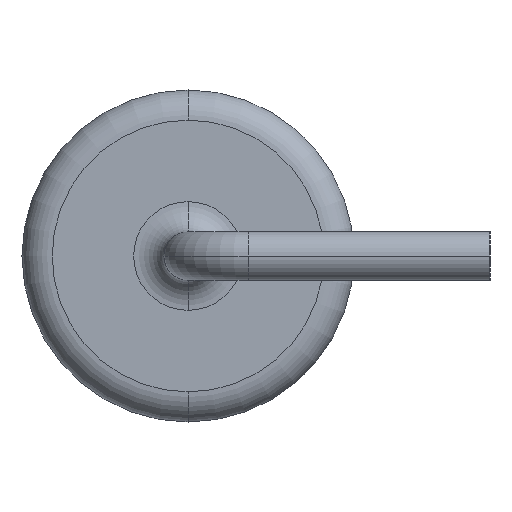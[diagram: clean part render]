
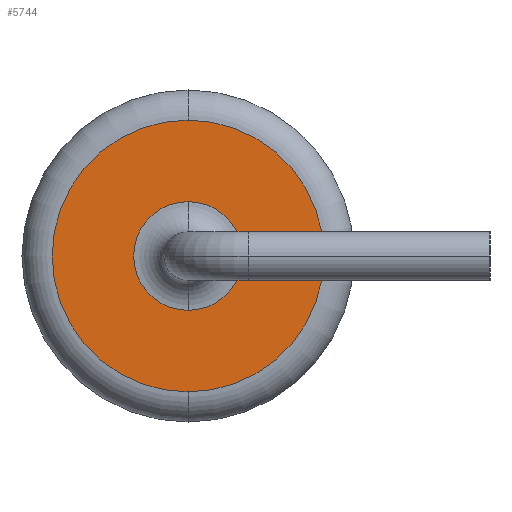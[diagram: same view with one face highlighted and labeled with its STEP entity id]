
A CAD part, left-side view. The second image highlights one B-rep face of the part: STEP entity #5744.
In plain terms, the highlighted planar face has unit normal (-1, 0, 0).
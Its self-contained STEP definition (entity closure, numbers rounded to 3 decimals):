
#43 = CARTESIAN_POINT ( 'NONE',  ( -8., 0., -2.25 ) ) ;
#435 = DIRECTION ( 'NONE',  ( 0., 0., -1. ) ) ;
#529 = CARTESIAN_POINT ( 'NONE',  ( -8., 0., -0.9 ) ) ;
#808 = VERTEX_POINT ( 'NONE', #43 ) ;
#1087 = DIRECTION ( 'NONE',  ( -1., 0., 0. ) ) ;
#1310 = CARTESIAN_POINT ( 'NONE',  ( -8., 0., 0.9 ) ) ;
#1360 = FACE_OUTER_BOUND ( 'NONE', #7835, .T. ) ;
#1437 = DIRECTION ( 'NONE',  ( 1., 0., 0. ) ) ;
#2247 = CARTESIAN_POINT ( 'NONE',  ( -8., 2.75, 0. ) ) ;
#2286 = VERTEX_POINT ( 'NONE', #7692 ) ;
#2740 = ORIENTED_EDGE ( 'NONE', *, *, #8596, .T. ) ;
#3176 = CARTESIAN_POINT ( 'NONE',  ( -8., 0., 0. ) ) ;
#4102 = DIRECTION ( 'NONE',  ( 0., 0., -1. ) ) ;
#4152 = CIRCLE ( 'NONE', #9580, 2.25 ) ;
#4242 = DIRECTION ( 'NONE',  ( -1., 0., 0. ) ) ;
#4712 = ORIENTED_EDGE ( 'NONE', *, *, #7101, .T. ) ;
#4965 = AXIS2_PLACEMENT_3D ( 'NONE', #7094, #7979, #11549 ) ;
#4971 = PLANE ( 'NONE',  #8275 ) ;
#5015 = ORIENTED_EDGE ( 'NONE', *, *, #11539, .T. ) ;
#5313 = EDGE_CURVE ( 'NONE', #808, #2286, #4152, .T. ) ;
#5492 = AXIS2_PLACEMENT_3D ( 'NONE', #3176, #1437, #4102 ) ;
#5501 = ORIENTED_EDGE ( 'NONE', *, *, #5313, .T. ) ;
#5571 = DIRECTION ( 'NONE',  ( 0., 0., -1. ) ) ;
#5744 = ADVANCED_FACE ( 'NONE', ( #8542, #1360 ), #4971, .F. ) ;
#5979 = EDGE_LOOP ( 'NONE', ( #4712, #5015 ) ) ;
#6880 = VERTEX_POINT ( 'NONE', #529 ) ;
#7047 = AXIS2_PLACEMENT_3D ( 'NONE', #10014, #1087, #5571 ) ;
#7094 = CARTESIAN_POINT ( 'NONE',  ( -8., 0., 0. ) ) ;
#7101 = EDGE_CURVE ( 'NONE', #6880, #7248, #10545, .T. ) ;
#7248 = VERTEX_POINT ( 'NONE', #1310 ) ;
#7692 = CARTESIAN_POINT ( 'NONE',  ( -8., 0., 2.25 ) ) ;
#7835 = EDGE_LOOP ( 'NONE', ( #5501, #2740 ) ) ;
#7979 = DIRECTION ( 'NONE',  ( 1., 0., 0. ) ) ;
#8275 = AXIS2_PLACEMENT_3D ( 'NONE', #2247, #10363, #435 ) ;
#8542 = FACE_BOUND ( 'NONE', #5979, .T. ) ;
#8596 = EDGE_CURVE ( 'NONE', #2286, #808, #11012, .T. ) ;
#8642 = CARTESIAN_POINT ( 'NONE',  ( -8., 0., 0. ) ) ;
#8762 = DIRECTION ( 'NONE',  ( 0., 0., -1. ) ) ;
#8892 = CIRCLE ( 'NONE', #4965, 0.9 ) ;
#9580 = AXIS2_PLACEMENT_3D ( 'NONE', #8642, #4242, #8762 ) ;
#10014 = CARTESIAN_POINT ( 'NONE',  ( -8., 0., 0. ) ) ;
#10363 = DIRECTION ( 'NONE',  ( 1., 0., 0. ) ) ;
#10545 = CIRCLE ( 'NONE', #5492, 0.9 ) ;
#11012 = CIRCLE ( 'NONE', #7047, 2.25 ) ;
#11539 = EDGE_CURVE ( 'NONE', #7248, #6880, #8892, .T. ) ;
#11549 = DIRECTION ( 'NONE',  ( 0., 0., -1. ) ) ;
